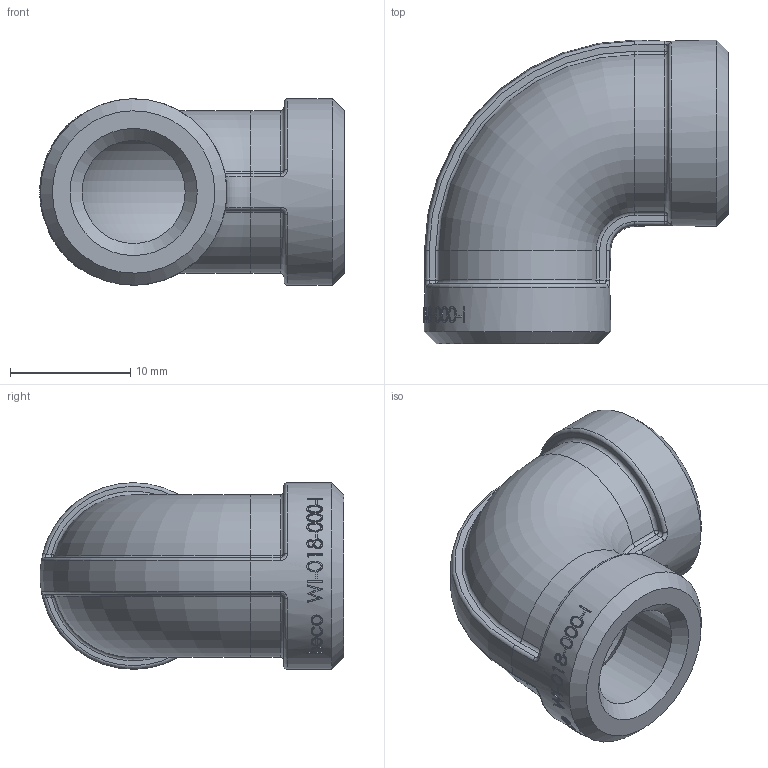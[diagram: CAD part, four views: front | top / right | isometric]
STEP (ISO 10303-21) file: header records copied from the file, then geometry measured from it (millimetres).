
FILE_DESCRIPTION (( 'STEP AP214' ), '1' );
FILE_NAME ('heco_WI-018-000-I1.STEP', '2016-07-11T13:01:16', ( '' ), ( '' ), 'SwSTEP 2.0', 'SolidWorks 2011', '' );
FILE_SCHEMA (( 'AUTOMOTIVE_DESIGN' ));
Length unit declared in the file: millimetre
Products named in the file (1): heco_WI-018-000-I1
Bounding box: 25.3 x 25.25 x 15.5 mm (x, y, z)
Volume: 2631 mm3; surface area: 2645.5 mm2
Topology: 1 solids, 1 shells, 262 faces, 639 edges, 400 vertices
Faces by surface type: bspline 114, cylinder 59, plane 54, torus 21, sphere 8, cone 6
Full cylindrical faces by diameter (mm): 8.566 x2, 10.5 x2, 15.5 x2
Entity records: 21650 total; most frequent: CARTESIAN_POINT 14593, ORIENTED_EDGE 1228, DIRECTION 814, EDGE_CURVE 614, VERTEX_POINT 392, EDGE_LOOP 302, AXIS2_PLACEMENT_3D 295, FACE_OUTER_BOUND 268
